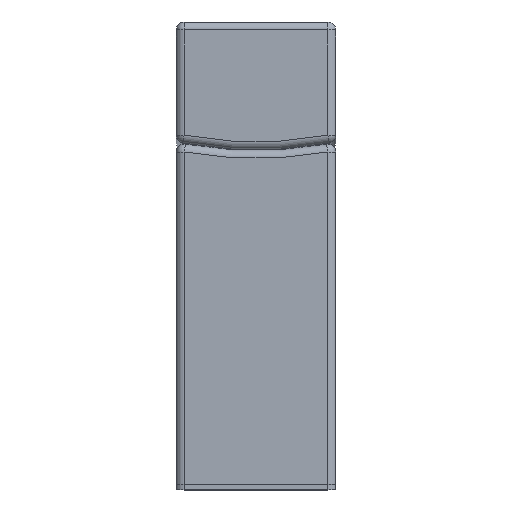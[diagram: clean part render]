
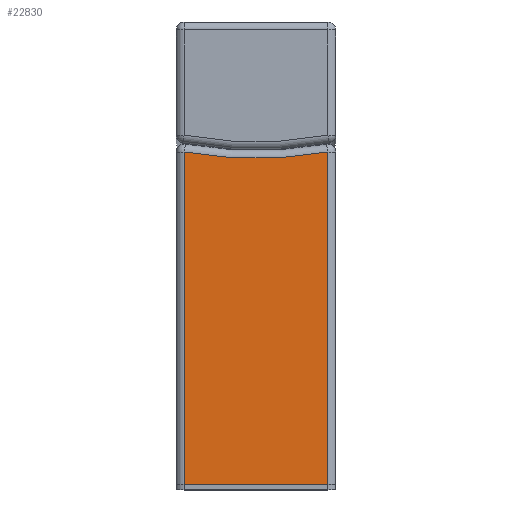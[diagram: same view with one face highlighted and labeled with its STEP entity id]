
A CAD part, top view. The second image highlights one B-rep face of the part: STEP entity #22830.
In plain terms, the highlighted planar face has unit normal (0, 0, 1).
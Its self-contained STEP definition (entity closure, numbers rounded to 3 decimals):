
#18570=CARTESIAN_POINT('',(-9.5,0.,-7.));
#18580=VERTEX_POINT('',#18570);
#18610=CARTESIAN_POINT('',(-9.5,-11.694,-7.));
#18620=DIRECTION('',(0.,1.,0.));
#18630=VECTOR('',#18620,1.);
#18640=LINE('',#18610,#18630);
#18650=CARTESIAN_POINT('',(-9.5,-20.795,-7.));
#18660=VERTEX_POINT('',#18650);
#18670=EDGE_CURVE('',#18660,#18580,#18640,.T.);
#18850=CARTESIAN_POINT('',(-5.,-45.895,-7.));
#18860=DIRECTION('',(0.,0.,1.));
#18870=DIRECTION('',(1.,0.,0.));
#18880=AXIS2_PLACEMENT_3D('',#18850,#18860,#18870);
#18890=CIRCLE('',#18880,25.5);
#18900=CARTESIAN_POINT('',(-0.5,-20.795,-7.));
#18910=VERTEX_POINT('',#18900);
#18920=EDGE_CURVE('',#18910,#18660,#18890,.T.);
#21310=CARTESIAN_POINT('',(-0.5,0.,-7.));
#21320=VERTEX_POINT('',#21310);
#21350=CARTESIAN_POINT('',(-5.88,0.,-7.));
#21360=DIRECTION('',(1.,0.,0.));
#21370=VECTOR('',#21360,1.);
#21380=LINE('',#21350,#21370);
#21390=EDGE_CURVE('',#18580,#21320,#21380,.T.);
#21970=CARTESIAN_POINT('',(-0.5,-11.694,-7.));
#21980=DIRECTION('',(0.,-1.,0.));
#21990=VECTOR('',#21980,1.);
#22000=LINE('',#21970,#21990);
#22010=EDGE_CURVE('',#21320,#18910,#22000,.T.);
#22720=CARTESIAN_POINT('',(-11.,10.987,-7.));
#22730=DIRECTION('',(-0.,-0.,-1.));
#22740=DIRECTION('',(0.,-1.,0.));
#22750=AXIS2_PLACEMENT_3D('',#22720,#22730,#22740);
#22760=PLANE('',#22750);
#22770=ORIENTED_EDGE('',*,*,#18670,.F.);
#22780=ORIENTED_EDGE('',*,*,#21390,.F.);
#22790=ORIENTED_EDGE('',*,*,#22010,.F.);
#22800=ORIENTED_EDGE('',*,*,#18920,.F.);
#22810=EDGE_LOOP('',(#22800,#22790,#22780,#22770));
#22820=FACE_OUTER_BOUND('',#22810,.T.);
#22830=ADVANCED_FACE('',(#22820),#22760,.F.);
